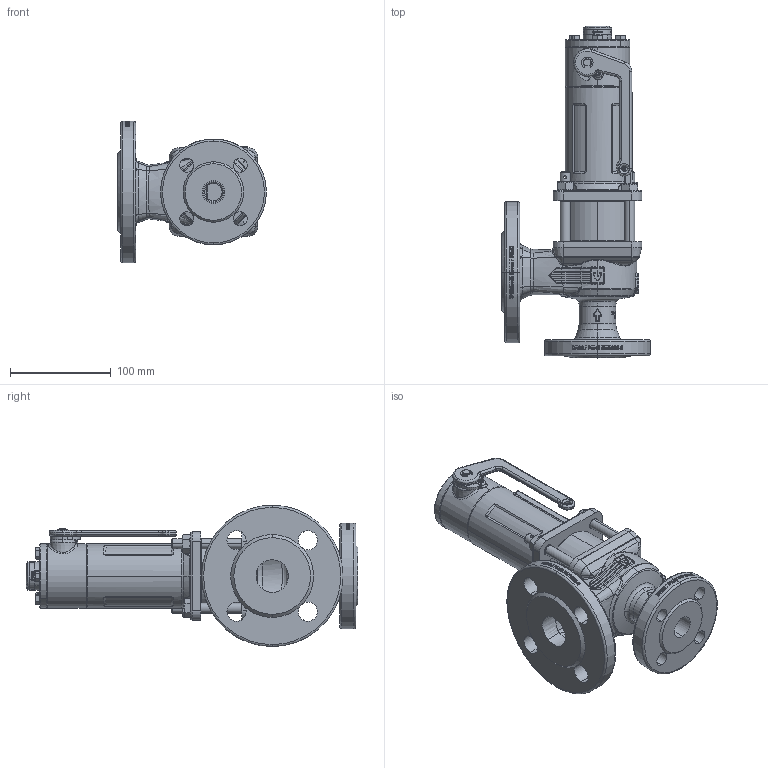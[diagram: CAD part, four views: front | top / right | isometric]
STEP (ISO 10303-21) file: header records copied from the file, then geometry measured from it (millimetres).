
FILE_DESCRIPTION (( 'STEP AP214' ), '1' );
FILE_NAME ('355TBGFL_20_FLFL_2032_MD.STEP', '2020-09-01T08:15:20', ( '' ), ( '' ), 'SwSTEP 2.0', 'SolidWorks 2020', '' );
FILE_SCHEMA (( 'AUTOMOTIVE_DESIGN' ));
Length unit declared in the file: millimetre
Products named in the file (1): 355TBGFL_20_FLFL_2032_MD
Bounding box: 147.5 x 329 x 140 mm (x, y, z)
Volume: 1072121.1 mm3; surface area: 269206.1 mm2
Topology: 23 solids, 23 shells, 2258 faces, 6040 edges, 4009 vertices
Faces by surface type: bspline 656, cylinder 627, plane 573, cone 235, torus 133, sphere 34
Entity records: 175487 total; most frequent: CARTESIAN_POINT 98537, ORIENTED_EDGE 11974, DIRECTION 9101, EDGE_CURVE 5987, VERTEX_POINT 4006, AXIS2_PLACEMENT_3D 3670, EDGE_LOOP 2571, UNCERTAINTY_MEASURE_WITH_UNIT 2276
